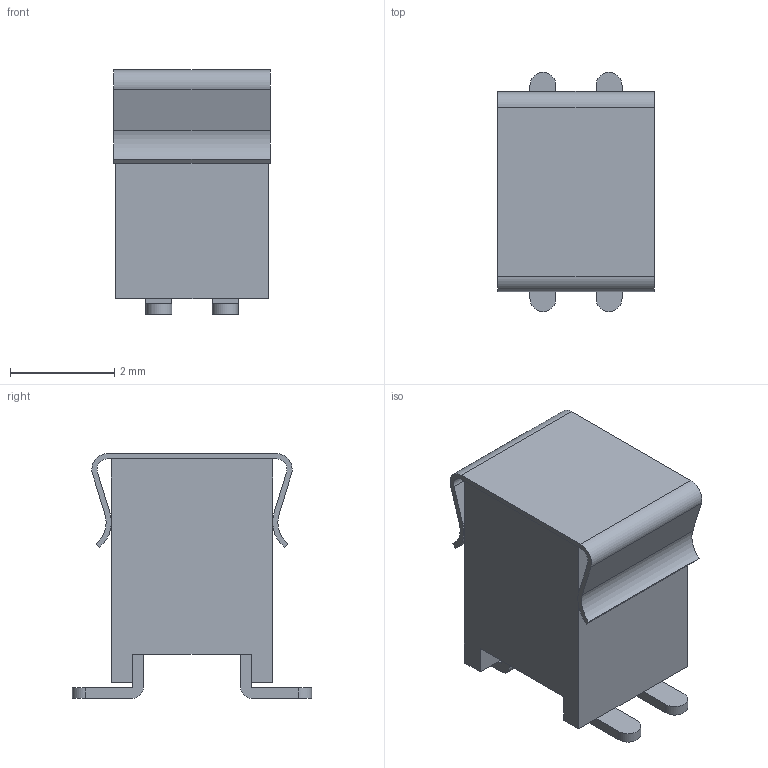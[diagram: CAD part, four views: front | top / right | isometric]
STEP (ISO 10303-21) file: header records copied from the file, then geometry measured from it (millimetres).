
FILE_DESCRIPTION(/* description */ ('Unknown'),/* implementation_level */ '2;1');
FILE_NAME(/* name */ '62330421021',/* time_stamp */ '2017-03-29T08:57:44+02:00',/* author */ ('Unknown'),/* organization */ ('Unknown'),/* preprocessor_version */ 'ST-DEVELOPER v16.7',/* originating_system */ 'DEX',/* authorisation */ $);
FILE_SCHEMA (('AUTOMOTIVE_DESIGN {1 0 10303 214 3 1 1}'));
Length unit declared in the file: millimetre
Products named in the file (4): 6233xx21021; 623x0421021_Housing; 623xxx21021_Pin; 6233xx21021_Cap_2
Assembly tree (6 placements, depth 2):
  6233xx21021
    623x0421021_Housing
    623xxx21021_Pin  x4
    6233xx21021_Cap_2
Bounding box: 3 x 4.6 x 4.7 mm (x, y, z)
Volume: 29 mm3; surface area: 250 mm2
Topology: 6 solids, 6 shells, 308 faces, 832 edges, 536 vertices
Faces by surface type: plane 184, cylinder 116, bspline 8
Entity records: 3993 total; most frequent: CARTESIAN_POINT 719, ORIENTED_EDGE 668, DIRECTION 648, EDGE_CURVE 334, LINE 258, VECTOR 258, VERTEX_POINT 218, AXIS2_PLACEMENT_3D 195
